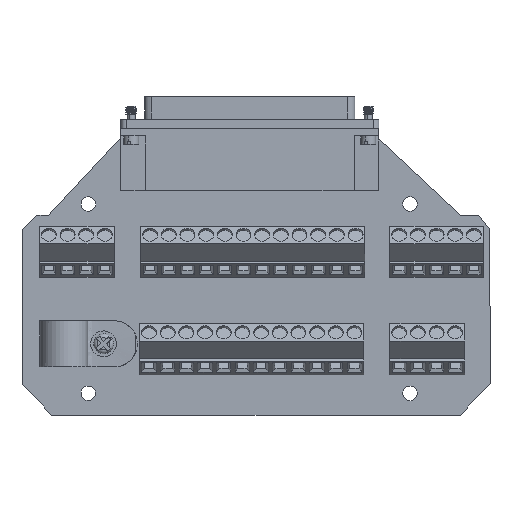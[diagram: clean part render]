
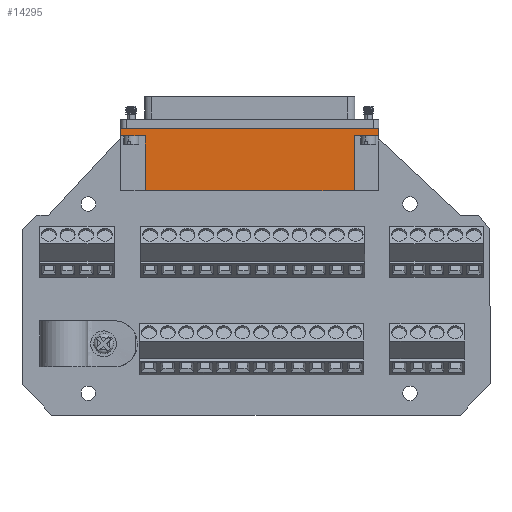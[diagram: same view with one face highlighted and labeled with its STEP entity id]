
A CAD part, top view. The second image highlights one B-rep face of the part: STEP entity #14295.
In plain terms, the highlighted face is planar.
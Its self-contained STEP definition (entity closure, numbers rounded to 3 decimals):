
#492 = CARTESIAN_POINT ( 'NONE',  ( -27.95, -2.3, -4.5 ) ) ;
#1104 = VECTOR ( 'NONE', #10285, 1000. ) ;
#1418 = CARTESIAN_POINT ( 'NONE',  ( -34.57, -2.3, -4.5 ) ) ;
#2851 = VERTEX_POINT ( 'NONE', #12925 ) ;
#3146 = LINE ( 'NONE', #27321, #1104 ) ;
#3346 = CARTESIAN_POINT ( 'NONE',  ( -27.95, -2.3, -19.2 ) ) ;
#4337 = EDGE_CURVE ( 'NONE', #24025, #4637, #28078, .T. ) ;
#4637 = VERTEX_POINT ( 'NONE', #1418 ) ;
#5339 = DIRECTION ( 'NONE',  ( 1., 0., 0. ) ) ;
#5427 = ORIENTED_EDGE ( 'NONE', *, *, #12719, .T. ) ;
#5559 = ORIENTED_EDGE ( 'NONE', *, *, #22630, .T. ) ;
#5566 = VECTOR ( 'NONE', #5339, 1000. ) ;
#5609 = LINE ( 'NONE', #14322, #5566 ) ;
#6321 = DIRECTION ( 'NONE',  ( 0., -1., 0. ) ) ;
#6600 = CARTESIAN_POINT ( 'NONE',  ( 34.57, -2.3, -2.5 ) ) ;
#7280 = VERTEX_POINT ( 'NONE', #9164 ) ;
#7600 = DIRECTION ( 'NONE',  ( 0., 0., 1. ) ) ;
#7726 = CARTESIAN_POINT ( 'NONE',  ( -34.57, -2.3, -4.5 ) ) ;
#8474 = CARTESIAN_POINT ( 'NONE',  ( 27.95, -2.3, -4.5 ) ) ;
#9132 = ORIENTED_EDGE ( 'NONE', *, *, #24226, .T. ) ;
#9164 = CARTESIAN_POINT ( 'NONE',  ( 34.57, -2.3, -4.5 ) ) ;
#9873 = LINE ( 'NONE', #7726, #10128 ) ;
#10128 = VECTOR ( 'NONE', #7600, 1000. ) ;
#10285 = DIRECTION ( 'NONE',  ( -1., 0., 0. ) ) ;
#10354 = CARTESIAN_POINT ( 'NONE',  ( 27.95, -2.3, -19.2 ) ) ;
#11153 = ORIENTED_EDGE ( 'NONE', *, *, #15348, .T. ) ;
#11714 = VERTEX_POINT ( 'NONE', #16157 ) ;
#11789 = EDGE_CURVE ( 'NONE', #7280, #19595, #3146, .T. ) ;
#12460 = DIRECTION ( 'NONE',  ( 0., 0., -1. ) ) ;
#12719 = EDGE_CURVE ( 'NONE', #11714, #2851, #21368, .T. ) ;
#12746 = LINE ( 'NONE', #8474, #13052 ) ;
#12925 = CARTESIAN_POINT ( 'NONE',  ( -27.95, -2.3, -19.2 ) ) ;
#13052 = VECTOR ( 'NONE', #16892, 1000. ) ;
#14277 = ORIENTED_EDGE ( 'NONE', *, *, #26570, .T. ) ;
#14295 = ADVANCED_FACE ( 'NONE', ( #19326 ), #23899, .F. ) ;
#14322 = CARTESIAN_POINT ( 'NONE',  ( -34.57, -2.3, -2.5 ) ) ;
#14354 = VECTOR ( 'NONE', #12460, 1000. ) ;
#15255 = VECTOR ( 'NONE', #17227, 1000. ) ;
#15348 = EDGE_CURVE ( 'NONE', #26473, #27502, #5609, .T. ) ;
#15710 = EDGE_CURVE ( 'NONE', #4637, #26473, #9873, .T. ) ;
#15935 = CARTESIAN_POINT ( 'NONE',  ( -34.57, -2.3, -2.5 ) ) ;
#16141 = VECTOR ( 'NONE', #18228, 1000. ) ;
#16157 = CARTESIAN_POINT ( 'NONE',  ( 27.95, -2.3, -19.2 ) ) ;
#16400 = ORIENTED_EDGE ( 'NONE', *, *, #11789, .T. ) ;
#16892 = DIRECTION ( 'NONE',  ( 0., 0., -1. ) ) ;
#17227 = DIRECTION ( 'NONE',  ( -1., 0., 0. ) ) ;
#18228 = DIRECTION ( 'NONE',  ( 0., 0., 1. ) ) ;
#18632 = CARTESIAN_POINT ( 'NONE',  ( 34.57, -2.3, -2.5 ) ) ;
#19090 = DIRECTION ( 'NONE',  ( -1., 0., 0. ) ) ;
#19326 = FACE_OUTER_BOUND ( 'NONE', #22046, .T. ) ;
#19595 = VERTEX_POINT ( 'NONE', #21934 ) ;
#20312 = CARTESIAN_POINT ( 'NONE',  ( 34.57, -2.3, -2.5 ) ) ;
#20928 = LINE ( 'NONE', #3346, #16141 ) ;
#20949 = ORIENTED_EDGE ( 'NONE', *, *, #15710, .T. ) ;
#21338 = LINE ( 'NONE', #18632, #14354 ) ;
#21368 = LINE ( 'NONE', #10354, #24900 ) ;
#21934 = CARTESIAN_POINT ( 'NONE',  ( 27.95, -2.3, -4.5 ) ) ;
#22015 = AXIS2_PLACEMENT_3D ( 'NONE', #6600, #6321, #28044 ) ;
#22046 = EDGE_LOOP ( 'NONE', ( #5559, #16400, #9132, #5427, #14277, #23397, #20949, #11153 ) ) ;
#22630 = EDGE_CURVE ( 'NONE', #27502, #7280, #21338, .T. ) ;
#23397 = ORIENTED_EDGE ( 'NONE', *, *, #4337, .T. ) ;
#23899 = PLANE ( 'NONE',  #22015 ) ;
#24025 = VERTEX_POINT ( 'NONE', #492 ) ;
#24226 = EDGE_CURVE ( 'NONE', #19595, #11714, #12746, .T. ) ;
#24900 = VECTOR ( 'NONE', #19090, 1000. ) ;
#25646 = CARTESIAN_POINT ( 'NONE',  ( -27.95, -2.3, -4.5 ) ) ;
#26473 = VERTEX_POINT ( 'NONE', #15935 ) ;
#26570 = EDGE_CURVE ( 'NONE', #2851, #24025, #20928, .T. ) ;
#27321 = CARTESIAN_POINT ( 'NONE',  ( 34.57, -2.3, -4.5 ) ) ;
#27502 = VERTEX_POINT ( 'NONE', #20312 ) ;
#28044 = DIRECTION ( 'NONE',  ( 0., 0., -1. ) ) ;
#28078 = LINE ( 'NONE', #25646, #15255 ) ;
